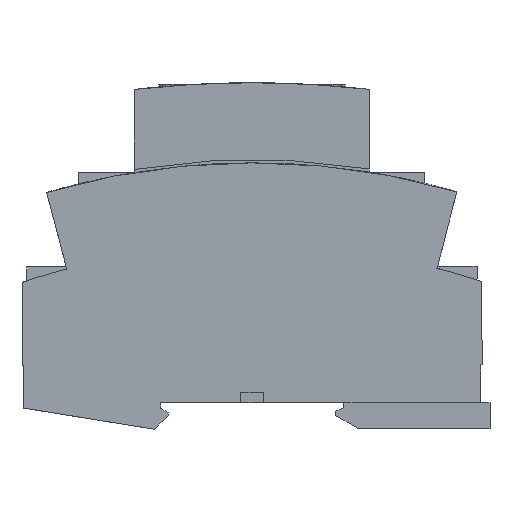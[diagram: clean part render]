
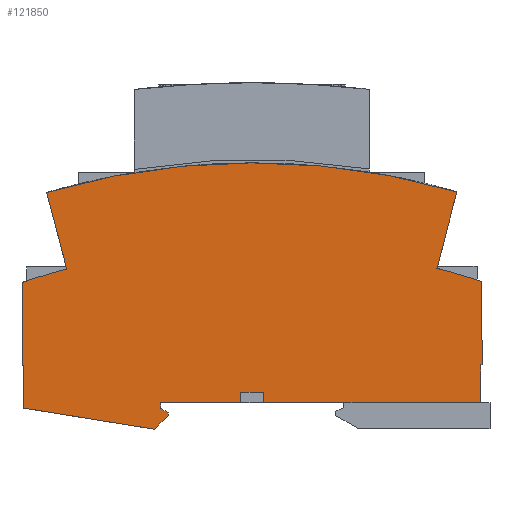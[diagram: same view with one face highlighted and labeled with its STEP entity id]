
A CAD part, left-side view. The second image highlights one B-rep face of the part: STEP entity #121850.
In plain terms, the highlighted face is planar.
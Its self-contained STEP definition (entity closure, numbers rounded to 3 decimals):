
#51750=CARTESIAN_POINT('',(-56.665,40.304,
0.));
#51760=VERTEX_POINT('',#51750);
#51790=CARTESIAN_POINT('',(-17.672,-94.156,0.));
#51800=DIRECTION('',(0.,0.,-1.));
#51810=DIRECTION('',(-1.,0.002,
0.));
#51820=AXIS2_PLACEMENT_3D('',#51790,#51800,#51810);
#51830=CIRCLE('',#51820,140.);
#51840=CARTESIAN_POINT('',(21.79,40.167,0.));
#51850=VERTEX_POINT('',#51840);
#51860=EDGE_CURVE('',#51760,#51850,#51830,.T.);
#92710=CARTESIAN_POINT('',(-52.863,25.653,0.));
#92720=VERTEX_POINT('',#92710);
#92750=CARTESIAN_POINT('',(-48.282,8.,0.));
#92760=DIRECTION('',(-0.251,0.968,0.));
#92770=VECTOR('',#92760,1.);
#92780=LINE('',#92750,#92770);
#92790=EDGE_CURVE('',#92720,#51760,#92780,.T.);
#94050=CARTESIAN_POINT('',(-61.431,23.135,0.));
#94060=VERTEX_POINT('',#94050);
#94090=CARTESIAN_POINT('',(-17.7,-109.86,0.));
#94100=DIRECTION('',(0.,0.,-1.));
#94110=DIRECTION('',(-1.,0.002,
0.));
#94120=AXIS2_PLACEMENT_3D('',#94090,#94100,#94110);
#94130=CIRCLE('',#94120,140.);
#94140=EDGE_CURVE('',#94060,#92720,#94130,.T.);
#97410=CARTESIAN_POINT('',(26.196,7.047,0.));
#97420=VERTEX_POINT('',#97410);
#97450=CARTESIAN_POINT('',(26.196,8.,
0.));
#97460=DIRECTION('',(0.,-1.,0.));
#97470=VECTOR('',#97460,1.);
#97480=LINE('',#97450,#97470);
#97490=CARTESIAN_POINT('',(26.196,-1.052,0.));
#97500=VERTEX_POINT('',#97490);
#97510=EDGE_CURVE('',#97420,#97500,#97480,.T.);
#113640=CARTESIAN_POINT('',(-68.477,-16.384,
0.));
#113650=DIRECTION('',(-0.987,-0.16,0.));
#113660=VECTOR('',#113650,1.);
#113670=LINE('',#113640,#113660);
#113680=CARTESIAN_POINT('',(1.144,-5.109,0.));
#113690=VERTEX_POINT('',#113680);
#113700=EDGE_CURVE('',#97500,#113690,#113670,.T.);
#120210=CARTESIAN_POINT('',(-68.477,7.213,
0.));
#120220=DIRECTION('',(-1.,0.002,0.));
#120230=VECTOR('',#120220,1.);
#120240=LINE('',#120210,#120230);
#120250=CARTESIAN_POINT('',(26.496,7.047,0.));
#120260=VERTEX_POINT('',#120250);
#120270=EDGE_CURVE('',#120260,#97420,#120240,.T.);
#120470=CARTESIAN_POINT('',(-17.5,23.91,0.));
#120480=DIRECTION('',(0.,0.,1.));
#120490=DIRECTION('',(1.,0.,0.));
#120500=AXIS2_PLACEMENT_3D('',#120470,#120480,#120490);
#120510=PLANE('',#120500);
#120520=ORIENTED_EDGE('',*,*,#92790,.T.);
#120530=ORIENTED_EDGE('',*,*,#94140,.T.);
#120540=CARTESIAN_POINT('',(-61.484,8.,
0.));
#120550=DIRECTION('',(-0.003,-1.,0.));
#120560=VECTOR('',#120550,1.);
#120570=LINE('',#120540,#120560);
#120580=CARTESIAN_POINT('',(-61.486,7.201,0.));
#120590=VERTEX_POINT('',#120580);
#120600=EDGE_CURVE('',#94060,#120590,#120570,.T.);
#120610=ORIENTED_EDGE('',*,*,#120600,.F.);
#120620=CARTESIAN_POINT('',(-68.477,7.213,
0.));
#120630=DIRECTION('',(1.,-0.002,0.));
#120640=VECTOR('',#120630,1.);
#120650=LINE('',#120620,#120640);
#120660=CARTESIAN_POINT('',(-61.186,7.2,0.));
#120670=VERTEX_POINT('',#120660);
#120680=EDGE_CURVE('',#120590,#120670,#120650,.T.);
#120690=ORIENTED_EDGE('',*,*,#120680,.F.);
#120700=CARTESIAN_POINT('',(-61.184,8.,
0.));
#120710=DIRECTION('',(-0.003,-1.,0.));
#120720=VECTOR('',#120710,1.);
#120730=LINE('',#120700,#120720);
#120740=CARTESIAN_POINT('',(-61.212,0.,0.));
#120750=VERTEX_POINT('',#120740);
#120760=EDGE_CURVE('',#120670,#120750,#120730,.T.);
#120770=ORIENTED_EDGE('',*,*,#120760,.F.);
#120780=CARTESIAN_POINT('',(-68.477,0.013,
0.));
#120790=DIRECTION('',(-1.,0.002,0.));
#120800=VECTOR('',#120790,1.);
#120810=LINE('',#120780,#120800);
#120820=CARTESIAN_POINT('',(-61.201,0.,0.));
#120830=VERTEX_POINT('',#120820);
#120840=EDGE_CURVE('',#120830,#120750,#120810,.T.);
#120850=ORIENTED_EDGE('',*,*,#120840,.T.);
#120860=CARTESIAN_POINT('',(-17.5,0.,0.));
#120870=DIRECTION('',(-1.,0.,0.));
#120880=VECTOR('',#120870,1.);
#120890=LINE('',#120860,#120880);
#120900=CARTESIAN_POINT('',(-19.704,0.,0.));
#120910=VERTEX_POINT('',#120900);
#120920=EDGE_CURVE('',#120910,#120830,#120890,.T.);
#120930=ORIENTED_EDGE('',*,*,#120920,.T.);
#120940=CARTESIAN_POINT('',(-19.704,23.91,0.));
#120950=DIRECTION('',(0.,1.,0.));
#120960=VECTOR('',#120950,1.);
#120970=LINE('',#120940,#120960);
#120980=CARTESIAN_POINT('',(-19.704,2.,0.));
#120990=VERTEX_POINT('',#120980);
#121000=EDGE_CURVE('',#120910,#120990,#120970,.T.);
#121010=ORIENTED_EDGE('',*,*,#121000,.F.);
#121020=CARTESIAN_POINT('',(-68.477,2.,
0.));
#121030=DIRECTION('',(-1.,0.,0.));
#121040=VECTOR('',#121030,1.);
#121050=LINE('',#121020,#121040);
#121060=CARTESIAN_POINT('',(-15.308,2.,0.));
#121070=VERTEX_POINT('',#121060);
#121080=EDGE_CURVE('',#121070,#120990,#121050,.T.);
#121090=ORIENTED_EDGE('',*,*,#121080,.T.);
#121100=CARTESIAN_POINT('',(-15.308,23.91,0.));
#121110=DIRECTION('',(0.,-1.,0.));
#121120=VECTOR('',#121110,1.);
#121130=LINE('',#121100,#121120);
#121140=CARTESIAN_POINT('',(-15.308,0.,0.));
#121150=VERTEX_POINT('',#121140);
#121160=EDGE_CURVE('',#121070,#121150,#121130,.T.);
#121170=ORIENTED_EDGE('',*,*,#121160,.F.);
#121180=CARTESIAN_POINT('',(-17.5,0.,0.));
#121190=DIRECTION('',(-1.,0.,0.));
#121200=VECTOR('',#121190,1.);
#121210=LINE('',#121180,#121200);
#121220=CARTESIAN_POINT('',(0.,0.,0.));
#121230=VERTEX_POINT('',#121220);
#121240=EDGE_CURVE('',#121230,#121150,#121210,.T.);
#121250=ORIENTED_EDGE('',*,*,#121240,.T.);
#121260=CARTESIAN_POINT('',(0.,23.91,0.));
#121270=DIRECTION('',(0.,-1.,0.));
#121280=VECTOR('',#121270,1.);
#121290=LINE('',#121260,#121280);
#121300=CARTESIAN_POINT('',(0.,-1.101,0.));
#121310=VERTEX_POINT('',#121300);
#121320=EDGE_CURVE('',#121230,#121310,#121290,.T.);
#121330=ORIENTED_EDGE('',*,*,#121320,.F.);
#121340=CARTESIAN_POINT('',(-17.5,-11.164,0.));
#121350=DIRECTION('',(0.867,0.498,0.));
#121360=VECTOR('',#121350,1.);
#121370=LINE('',#121340,#121360);
#121380=CARTESIAN_POINT('',(-1.494,-1.96,0.));
#121390=VERTEX_POINT('',#121380);
#121400=EDGE_CURVE('',#121390,#121310,#121370,.T.);
#121410=ORIENTED_EDGE('',*,*,#121400,.T.);
#121420=CARTESIAN_POINT('',(-1.486,2.996,
0.));
#121430=DIRECTION('',(0.002,1.,
0.));
#121440=VECTOR('',#121430,1.);
#121450=LINE('',#121420,#121440);
#121460=CARTESIAN_POINT('',(-1.495,-2.46,0.));
#121470=VERTEX_POINT('',#121460);
#121480=EDGE_CURVE('',#121470,#121390,#121450,.T.);
#121490=ORIENTED_EDGE('',*,*,#121480,.T.);
#121500=CARTESIAN_POINT('',(-58.213,54.456,
0.));
#121510=DIRECTION('',(0.706,-0.708,
0.));
#121520=VECTOR('',#121510,1.);
#121530=LINE('',#121500,#121520);
#121540=EDGE_CURVE('',#121470,#113690,#121530,.T.);
#121550=ORIENTED_EDGE('',*,*,#121540,.F.);
#121560=ORIENTED_EDGE('',*,*,#113700,.T.);
#121570=ORIENTED_EDGE('',*,*,#97510,.T.);
#121580=ORIENTED_EDGE('',*,*,#120270,.T.);
#121590=CARTESIAN_POINT('',(26.496,8.,
0.));
#121600=DIRECTION('',(0.,-1.,0.));
#121610=VECTOR('',#121600,1.);
#121620=LINE('',#121590,#121610);
#121630=CARTESIAN_POINT('',(26.496,22.982,0.));
#121640=VERTEX_POINT('',#121630);
#121650=EDGE_CURVE('',#121640,#120260,#121620,.T.);
#121660=ORIENTED_EDGE('',*,*,#121650,.T.);
#121670=CARTESIAN_POINT('',(-17.7,-109.86,0.));
#121680=DIRECTION('',(0.,0.,1.));
#121690=DIRECTION('',(1.,-0.002,
0.));
#121700=AXIS2_PLACEMENT_3D('',#121670,#121680,#121690);
#121710=CIRCLE('',#121700,140.);
#121720=CARTESIAN_POINT('',(17.937,25.529,0.));
#121730=VERTEX_POINT('',#121720);
#121740=EDGE_CURVE('',#121640,#121730,#121710,.T.);
#121750=ORIENTED_EDGE('',*,*,#121740,.F.);
#121760=CARTESIAN_POINT('',(13.323,8.,
0.));
#121770=DIRECTION('',(0.255,0.967,0.));
#121780=VECTOR('',#121770,1.);
#121790=LINE('',#121760,#121780);
#121800=EDGE_CURVE('',#121730,#51850,#121790,.T.);
#121810=ORIENTED_EDGE('',*,*,#121800,.F.);
#121820=ORIENTED_EDGE('',*,*,#51860,.T.);
#121830=EDGE_LOOP('',(#121820,#121810,#121750,#121660,#121580,#121570,
#121560,#121550,#121490,#121410,#121330,#121250,#121170,#121090,#121010,
#120930,#120850,#120770,#120690,#120610,#120530,#120520));
#121840=FACE_OUTER_BOUND('',#121830,.T.);
#121850=ADVANCED_FACE('',(#121840),#120510,.F.);
